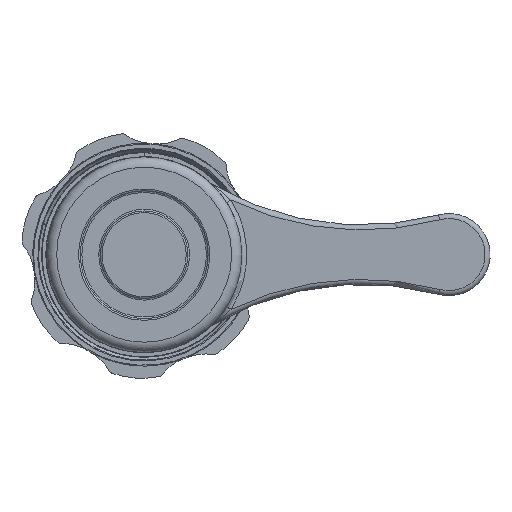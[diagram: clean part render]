
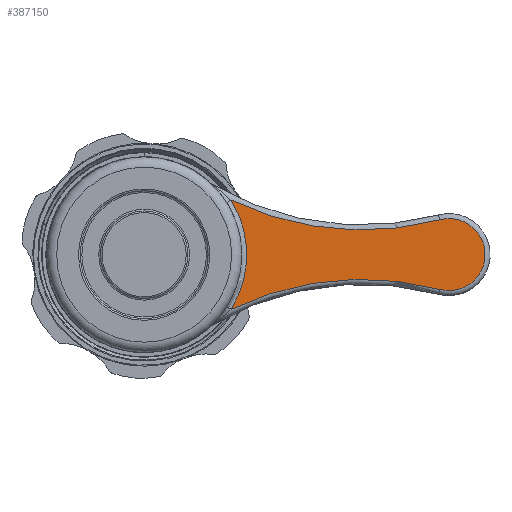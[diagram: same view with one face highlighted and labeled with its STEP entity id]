
A CAD part, front view. The second image highlights one B-rep face of the part: STEP entity #387150.
In plain terms, the highlighted planar face has unit normal (0, -1, 0).
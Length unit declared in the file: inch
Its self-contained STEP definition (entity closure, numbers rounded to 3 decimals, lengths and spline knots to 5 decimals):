
#386745=CARTESIAN_POINT('',(1.75736,1.275,-0.20646));
#386746=VERTEX_POINT('',#386745);
#386747=CARTESIAN_POINT('',(1.75706,1.275,0.20729));
#386748=VERTEX_POINT('',#386747);
#386749=CARTESIAN_POINT('',(1.8124,1.275,0.00046));
#386750=DIRECTION('',(0.0,-1.0,0.0));
#386751=DIRECTION('',(0.0,0.0,1.0));
#386752=AXIS2_PLACEMENT_3D('',#386749,#386750,#386751);
#386753=CIRCLE('',#386752,0.21411);
#386754=EDGE_CURVE('',#386746,#386748,#386753,.T.);
#386845=CARTESIAN_POINT('',(0.51625,1.275,-0.32493));
#386846=VERTEX_POINT('',#386845);
#386847=CARTESIAN_POINT('',(1.29653,1.275,-1.93891));
#386848=DIRECTION('',(0.0,1.0,0.0));
#386849=DIRECTION('',(0.0,0.0,1.0));
#386850=AXIS2_PLACEMENT_3D('',#386847,#386848,#386849);
#386851=CIRCLE('',#386850,1.79269);
#386852=EDGE_CURVE('',#386846,#386746,#386851,.T.);
#387125=CARTESIAN_POINT('',(1.55447,1.275,-0.96923));
#387126=DIRECTION('',(0.0,1.0,0.0));
#387127=DIRECTION('',(0.0,0.0,1.0));
#387128=AXIS2_PLACEMENT_3D('',#387125,#387126,#387127);
#387129=PLANE('',#387128);
#387130=ORIENTED_EDGE('',*,*,#386754,.T.);
#387131=CARTESIAN_POINT('',(0.51632,1.275,0.32484));
#387132=VERTEX_POINT('',#387131);
#387133=CARTESIAN_POINT('',(1.29479,1.275,1.93488));
#387134=DIRECTION('',(0.0,1.0,0.0));
#387135=DIRECTION('',(0.0,0.0,1.0));
#387136=AXIS2_PLACEMENT_3D('',#387133,#387134,#387135);
#387137=CIRCLE('',#387136,1.78837);
#387138=EDGE_CURVE('',#386748,#387132,#387137,.T.);
#387139=ORIENTED_EDGE('',*,*,#387138,.T.);
#387140=CARTESIAN_POINT('',(0.0,1.275,0.0));
#387141=DIRECTION('',(0.0,1.0,0.0));
#387142=DIRECTION('',(0.0,0.0,1.0));
#387143=AXIS2_PLACEMENT_3D('',#387140,#387141,#387142);
#387144=CIRCLE('',#387143,0.61);
#387145=EDGE_CURVE('',#387132,#386846,#387144,.T.);
#387146=ORIENTED_EDGE('',*,*,#387145,.T.);
#387147=ORIENTED_EDGE('',*,*,#386852,.T.);
#387148=EDGE_LOOP('',(#387130,#387139,#387146,#387147));
#387149=FACE_OUTER_BOUND('',#387148,.T.);
#387150=ADVANCED_FACE('',(#387149),#387129,.F.);
